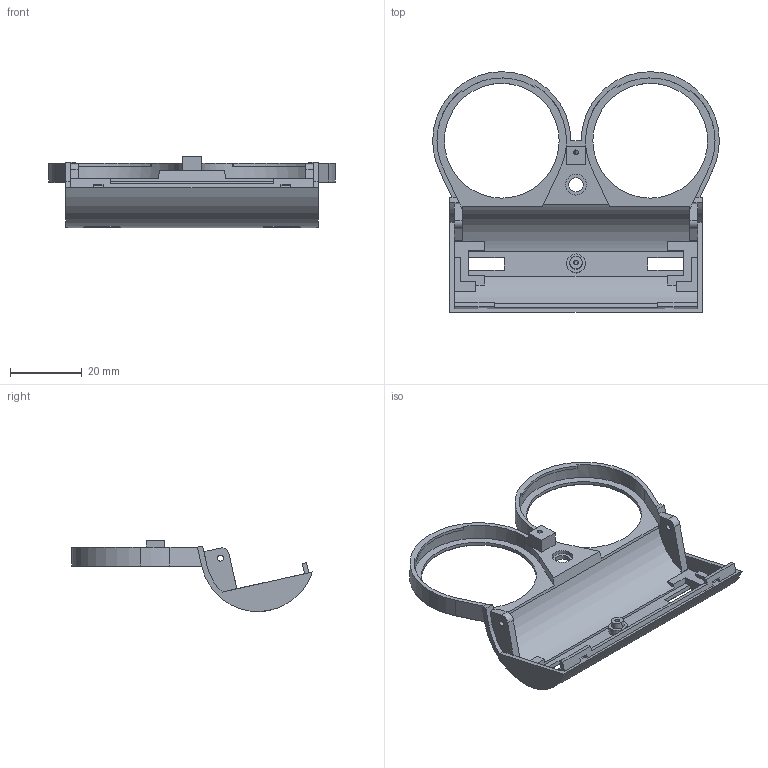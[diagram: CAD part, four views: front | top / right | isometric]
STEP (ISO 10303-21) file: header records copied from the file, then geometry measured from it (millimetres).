
FILE_DESCRIPTION (( 'STEP AP203' ), '1' );
FILE_NAME ('eye_front_v1.STEP', '2025-10-10T23:13:51', ( '' ), ( '' ), 'SwSTEP 2.0', 'SolidWorks 2014', '' );
FILE_SCHEMA (( 'CONFIG_CONTROL_DESIGN' ));
Length unit declared in the file: millimetre
Products named in the file (1): eye_front_v1
Bounding box: 79.9 x 67.08 x 19.84 mm (x, y, z)
Volume: 7134.8 mm3; surface area: 10794.4 mm2
Topology: 1 solids, 1 shells, 173 faces, 485 edges, 315 vertices
Faces by surface type: plane 100, cylinder 54, torus 18, bspline 1
Entity records: 5761 total; most frequent: CARTESIAN_POINT 1112, ORIENTED_EDGE 970, DIRECTION 954, EDGE_CURVE 485, LINE 320, VECTOR 320, AXIS2_PLACEMENT_3D 317, VERTEX_POINT 315
